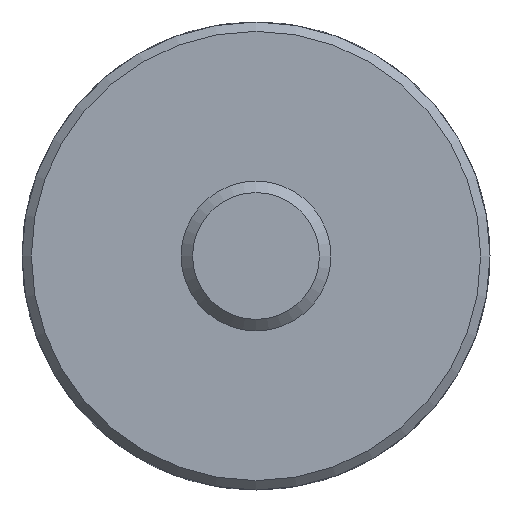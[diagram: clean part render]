
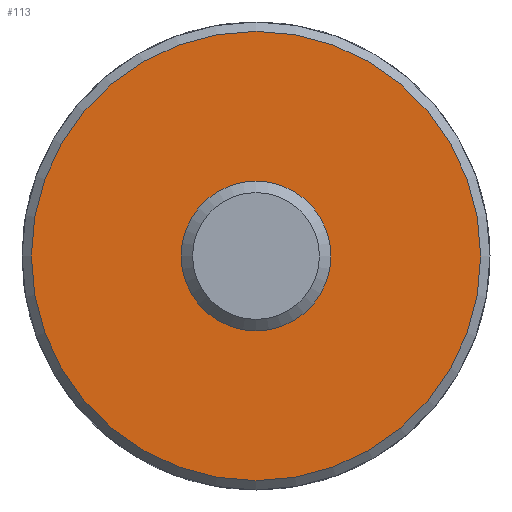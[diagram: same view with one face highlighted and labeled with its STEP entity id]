
A CAD part, front view. The second image highlights one B-rep face of the part: STEP entity #113.
In plain terms, the highlighted planar face has unit normal (0, -1, 0).
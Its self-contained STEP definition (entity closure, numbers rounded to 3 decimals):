
#113 = ADVANCED_FACE( '', ( #231, #232 ), #233, .F. );
#231 = FACE_OUTER_BOUND( '', #349, .T. );
#232 = FACE_BOUND( '', #350, .T. );
#233 = PLANE( '', #351 );
#349 = EDGE_LOOP( '', ( #549 ) );
#350 = EDGE_LOOP( '', ( #550 ) );
#351 = AXIS2_PLACEMENT_3D( '', #551, #552, #553 );
#549 = ORIENTED_EDGE( '', *, *, #597, .F. );
#550 = ORIENTED_EDGE( '', *, *, #659, .T. );
#551 = CARTESIAN_POINT( '', ( -6.5, 0., 0. ) );
#552 = DIRECTION( '', ( 0., 1., 0. ) );
#553 = DIRECTION( '', ( -1., 0., 0. ) );
#597 = EDGE_CURVE( '', #686, #686, #687, .T. );
#659 = EDGE_CURVE( '', #774, #774, #775, .T. );
#686 = VERTEX_POINT( '', #806 );
#687 = CIRCLE( '', #807, 24. );
#774 = VERTEX_POINT( '', #913 );
#775 = CIRCLE( '', #914, 6.5 );
#806 = CARTESIAN_POINT( '', ( -24., 0., 0. ) );
#807 = AXIS2_PLACEMENT_3D( '', #935, #936, #937 );
#913 = CARTESIAN_POINT( '', ( -6.5, 0., 0. ) );
#914 = AXIS2_PLACEMENT_3D( '', #1011, #1012, #1013 );
#935 = CARTESIAN_POINT( '', ( 0., 0., 0. ) );
#936 = DIRECTION( '', ( 0., 1., 0. ) );
#937 = DIRECTION( '', ( -1., 0., 0. ) );
#1011 = CARTESIAN_POINT( '', ( 0., 0., 0. ) );
#1012 = DIRECTION( '', ( 0., 1., 0. ) );
#1013 = DIRECTION( '', ( -1., 0., 0. ) );
